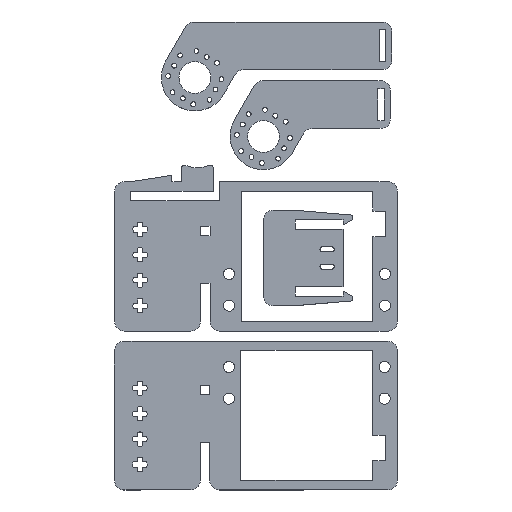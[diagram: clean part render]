
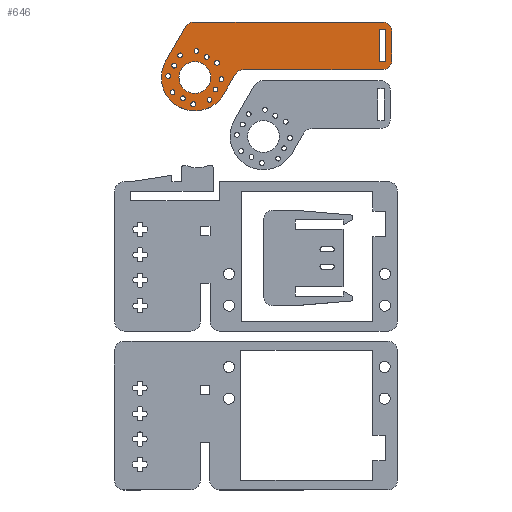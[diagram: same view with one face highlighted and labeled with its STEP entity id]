
A CAD part, top view. The second image highlights one B-rep face of the part: STEP entity #646.
In plain terms, the highlighted planar face has unit normal (0, 0, 1).
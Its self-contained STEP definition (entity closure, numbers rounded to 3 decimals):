
#646=ADVANCED_FACE('',(#949,#950,#951,#952,#953,#954,#955,#956,#957,#958,
#959,#960,#961,#962,#963),#850,.T.);
#850=PLANE('',#5678);
#949=FACE_BOUND('',#1298,.T.);
#950=FACE_BOUND('',#1299,.T.);
#951=FACE_BOUND('',#1300,.T.);
#952=FACE_BOUND('',#1301,.T.);
#953=FACE_BOUND('',#1302,.T.);
#954=FACE_BOUND('',#1303,.T.);
#955=FACE_BOUND('',#1304,.T.);
#956=FACE_BOUND('',#1305,.T.);
#957=FACE_BOUND('',#1306,.T.);
#958=FACE_BOUND('',#1307,.T.);
#959=FACE_BOUND('',#1308,.T.);
#960=FACE_BOUND('',#1309,.T.);
#961=FACE_BOUND('',#1310,.T.);
#962=FACE_BOUND('',#1311,.T.);
#963=FACE_BOUND('',#1312,.T.);
#1298=EDGE_LOOP('',(#2694));
#1299=EDGE_LOOP('',(#2695));
#1300=EDGE_LOOP('',(#2696));
#1301=EDGE_LOOP('',(#2697));
#1302=EDGE_LOOP('',(#2698));
#1303=EDGE_LOOP('',(#2699));
#1304=EDGE_LOOP('',(#2700));
#1305=EDGE_LOOP('',(#2701));
#1306=EDGE_LOOP('',(#2702));
#1307=EDGE_LOOP('',(#2703));
#1308=EDGE_LOOP('',(#2704));
#1309=EDGE_LOOP('',(#2705));
#1310=EDGE_LOOP('',(#2706,#2707,#2708,#2709,#2710,#2711,#2712,#2713,#2714,
#2715));
#1311=EDGE_LOOP('',(#2716));
#1312=EDGE_LOOP('',(#2717,#2718,#2719,#2720));
#1571=CIRCLE('',#5651,10.5);
#1572=CIRCLE('',#5657,5.);
#1574=CIRCLE('',#5662,0.75);
#1575=CIRCLE('',#5663,0.75);
#1576=CIRCLE('',#5664,0.75);
#1577=CIRCLE('',#5665,0.75);
#1578=CIRCLE('',#5666,0.75);
#1579=CIRCLE('',#5667,0.75);
#1580=CIRCLE('',#5668,0.75);
#1581=CIRCLE('',#5669,0.75);
#1582=CIRCLE('',#5670,0.75);
#1583=CIRCLE('',#5671,0.75);
#1584=CIRCLE('',#5672,0.75);
#1585=CIRCLE('',#5673,0.75);
#1586=CIRCLE('',#5674,3.);
#1587=CIRCLE('',#5675,3.);
#1588=CIRCLE('',#5676,3.);
#1589=CIRCLE('',#5677,3.);
#2694=ORIENTED_EDGE('',*,*,#4129,.T.);
#2695=ORIENTED_EDGE('',*,*,#4130,.T.);
#2696=ORIENTED_EDGE('',*,*,#4131,.T.);
#2697=ORIENTED_EDGE('',*,*,#4132,.T.);
#2698=ORIENTED_EDGE('',*,*,#4133,.T.);
#2699=ORIENTED_EDGE('',*,*,#4134,.T.);
#2700=ORIENTED_EDGE('',*,*,#4135,.T.);
#2701=ORIENTED_EDGE('',*,*,#4136,.T.);
#2702=ORIENTED_EDGE('',*,*,#4137,.T.);
#2703=ORIENTED_EDGE('',*,*,#4138,.T.);
#2704=ORIENTED_EDGE('',*,*,#4139,.T.);
#2705=ORIENTED_EDGE('',*,*,#4140,.T.);
#2706=ORIENTED_EDGE('',*,*,#4120,.T.);
#2707=ORIENTED_EDGE('',*,*,#4141,.T.);
#2708=ORIENTED_EDGE('',*,*,#4124,.T.);
#2709=ORIENTED_EDGE('',*,*,#4105,.T.);
#2710=ORIENTED_EDGE('',*,*,#4109,.T.);
#2711=ORIENTED_EDGE('',*,*,#4142,.T.);
#2712=ORIENTED_EDGE('',*,*,#4112,.T.);
#2713=ORIENTED_EDGE('',*,*,#4143,.T.);
#2714=ORIENTED_EDGE('',*,*,#4116,.T.);
#2715=ORIENTED_EDGE('',*,*,#4144,.T.);
#2716=ORIENTED_EDGE('',*,*,#4122,.T.);
#2717=ORIENTED_EDGE('',*,*,#4095,.F.);
#2718=ORIENTED_EDGE('',*,*,#4099,.F.);
#2719=ORIENTED_EDGE('',*,*,#4102,.F.);
#2720=ORIENTED_EDGE('',*,*,#4128,.F.);
#3432=VERTEX_POINT('',#8286);
#3433=VERTEX_POINT('',#8288);
#3435=VERTEX_POINT('',#8294);
#3437=VERTEX_POINT('',#8300);
#3440=VERTEX_POINT('',#8307);
#3441=VERTEX_POINT('',#8309);
#3443=VERTEX_POINT('',#8315);
#3446=VERTEX_POINT('',#8322);
#3447=VERTEX_POINT('',#8324);
#3450=VERTEX_POINT('',#8331);
#3451=VERTEX_POINT('',#8333);
#3454=VERTEX_POINT('',#8340);
#3455=VERTEX_POINT('',#8342);
#3456=VERTEX_POINT('',#8346);
#3458=VERTEX_POINT('',#8351);
#3460=VERTEX_POINT('',#8360);
#3461=VERTEX_POINT('',#8362);
#3462=VERTEX_POINT('',#8364);
#3463=VERTEX_POINT('',#8366);
#3464=VERTEX_POINT('',#8368);
#3465=VERTEX_POINT('',#8370);
#3466=VERTEX_POINT('',#8372);
#3467=VERTEX_POINT('',#8374);
#3468=VERTEX_POINT('',#8376);
#3469=VERTEX_POINT('',#8378);
#3470=VERTEX_POINT('',#8380);
#3471=VERTEX_POINT('',#8382);
#4095=EDGE_CURVE('',#3432,#3433,#4704,.T.);
#4099=EDGE_CURVE('',#3435,#3432,#4708,.T.);
#4102=EDGE_CURVE('',#3437,#3435,#4711,.T.);
#4105=EDGE_CURVE('',#3441,#3440,#1571,.T.);
#4109=EDGE_CURVE('',#3440,#3443,#4716,.T.);
#4112=EDGE_CURVE('',#3447,#3446,#4719,.T.);
#4116=EDGE_CURVE('',#3451,#3450,#4723,.T.);
#4120=EDGE_CURVE('',#3455,#3454,#4727,.T.);
#4122=EDGE_CURVE('',#3456,#3456,#1572,.T.);
#4124=EDGE_CURVE('',#3458,#3441,#4729,.T.);
#4128=EDGE_CURVE('',#3433,#3437,#4733,.T.);
#4129=EDGE_CURVE('',#3460,#3460,#1574,.T.);
#4130=EDGE_CURVE('',#3461,#3461,#1575,.T.);
#4131=EDGE_CURVE('',#3462,#3462,#1576,.T.);
#4132=EDGE_CURVE('',#3463,#3463,#1577,.T.);
#4133=EDGE_CURVE('',#3464,#3464,#1578,.T.);
#4134=EDGE_CURVE('',#3465,#3465,#1579,.T.);
#4135=EDGE_CURVE('',#3466,#3466,#1580,.T.);
#4136=EDGE_CURVE('',#3467,#3467,#1581,.T.);
#4137=EDGE_CURVE('',#3468,#3468,#1582,.T.);
#4138=EDGE_CURVE('',#3469,#3469,#1583,.T.);
#4139=EDGE_CURVE('',#3470,#3470,#1584,.T.);
#4140=EDGE_CURVE('',#3471,#3471,#1585,.T.);
#4141=EDGE_CURVE('',#3454,#3458,#1586,.T.);
#4142=EDGE_CURVE('',#3443,#3447,#1587,.T.);
#4143=EDGE_CURVE('',#3446,#3451,#1588,.T.);
#4144=EDGE_CURVE('',#3450,#3455,#1589,.T.);
#4704=LINE('',#8287,#5229);
#4708=LINE('',#8295,#5233);
#4711=LINE('',#8301,#5236);
#4716=LINE('',#8316,#5241);
#4719=LINE('',#8323,#5244);
#4723=LINE('',#8332,#5248);
#4727=LINE('',#8341,#5252);
#4729=LINE('',#8350,#5254);
#4733=LINE('',#8357,#5258);
#5229=VECTOR('',#6783,1.);
#5233=VECTOR('',#6789,1.);
#5236=VECTOR('',#6794,1.);
#5241=VECTOR('',#6807,1.);
#5244=VECTOR('',#6812,1.);
#5248=VECTOR('',#6818,1.);
#5252=VECTOR('',#6824,1.);
#5254=VECTOR('',#6834,1.);
#5258=VECTOR('',#6840,1.);
#5651=AXIS2_PLACEMENT_3D('',#8308,#6800,#6801);
#5657=AXIS2_PLACEMENT_3D('',#8345,#6828,#6829);
#5662=AXIS2_PLACEMENT_3D('',#8359,#6843,#6844);
#5663=AXIS2_PLACEMENT_3D('',#8361,#6845,#6846);
#5664=AXIS2_PLACEMENT_3D('',#8363,#6847,#6848);
#5665=AXIS2_PLACEMENT_3D('',#8365,#6849,#6850);
#5666=AXIS2_PLACEMENT_3D('',#8367,#6851,#6852);
#5667=AXIS2_PLACEMENT_3D('',#8369,#6853,#6854);
#5668=AXIS2_PLACEMENT_3D('',#8371,#6855,#6856);
#5669=AXIS2_PLACEMENT_3D('',#8373,#6857,#6858);
#5670=AXIS2_PLACEMENT_3D('',#8375,#6859,#6860);
#5671=AXIS2_PLACEMENT_3D('',#8377,#6861,#6862);
#5672=AXIS2_PLACEMENT_3D('',#8379,#6863,#6864);
#5673=AXIS2_PLACEMENT_3D('',#8381,#6865,#6866);
#5674=AXIS2_PLACEMENT_3D('',#8383,#6867,#6868);
#5675=AXIS2_PLACEMENT_3D('',#8384,#6869,#6870);
#5676=AXIS2_PLACEMENT_3D('',#8385,#6871,#6872);
#5677=AXIS2_PLACEMENT_3D('',#8386,#6873,#6874);
#5678=AXIS2_PLACEMENT_3D('',#8387,#6875,#6876);
#6783=DIRECTION('',(1.,0.,0.));
#6789=DIRECTION('',(0.,-1.,0.));
#6794=DIRECTION('',(-1.,0.,0.));
#6800=DIRECTION('',(0.,0.,1.));
#6801=DIRECTION('',(1.,0.,0.));
#6807=DIRECTION('',(0.5,0.866,0.));
#6812=DIRECTION('',(1.,0.,0.));
#6818=DIRECTION('',(0.,1.,0.));
#6824=DIRECTION('',(-1.,0.,0.));
#6828=DIRECTION('',(0.,0.,-1.));
#6829=DIRECTION('',(1.,0.,0.));
#6834=DIRECTION('',(-0.5,-0.866,0.));
#6840=DIRECTION('',(0.,1.,0.));
#6843=DIRECTION('',(0.,0.,-1.));
#6844=DIRECTION('',(0.,-1.,0.));
#6845=DIRECTION('',(0.,0.,-1.));
#6846=DIRECTION('',(0.,-1.,0.));
#6847=DIRECTION('',(0.,0.,-1.));
#6848=DIRECTION('',(0.,-1.,0.));
#6849=DIRECTION('',(0.,0.,-1.));
#6850=DIRECTION('',(-1.,0.,0.));
#6851=DIRECTION('',(0.,0.,-1.));
#6852=DIRECTION('',(-1.,0.,0.));
#6853=DIRECTION('',(0.,0.,-1.));
#6854=DIRECTION('',(-1.,0.,0.));
#6855=DIRECTION('',(0.,0.,-1.));
#6856=DIRECTION('',(0.,1.,0.));
#6857=DIRECTION('',(0.,0.,-1.));
#6858=DIRECTION('',(0.,1.,0.));
#6859=DIRECTION('',(0.,0.,-1.));
#6860=DIRECTION('',(0.,1.,0.));
#6861=DIRECTION('',(0.,0.,-1.));
#6862=DIRECTION('',(1.,0.,0.));
#6863=DIRECTION('',(0.,0.,-1.));
#6864=DIRECTION('',(1.,0.,0.));
#6865=DIRECTION('',(0.,0.,-1.));
#6866=DIRECTION('',(1.,0.,0.));
#6867=DIRECTION('',(0.,0.,1.));
#6868=DIRECTION('',(1.,0.,0.));
#6869=DIRECTION('',(0.,0.,-1.));
#6870=DIRECTION('',(1.,0.,0.));
#6871=DIRECTION('',(0.,0.,1.));
#6872=DIRECTION('',(1.,0.,0.));
#6873=DIRECTION('',(0.,0.,1.));
#6874=DIRECTION('',(1.,0.,0.));
#6875=DIRECTION('',(0.,0.,1.));
#6876=DIRECTION('',(1.,0.,0.));
#8286=CARTESIAN_POINT('',(58.,5.,1.5));
#8287=CARTESIAN_POINT('',(58.,5.,1.5));
#8288=CARTESIAN_POINT('',(60.,5.,1.5));
#8294=CARTESIAN_POINT('',(58.,15.,1.5));
#8295=CARTESIAN_POINT('',(58.,15.,1.5));
#8300=CARTESIAN_POINT('',(60.,15.,1.5));
#8301=CARTESIAN_POINT('',(60.,15.,1.5));
#8307=CARTESIAN_POINT('',(9.093,-5.25,1.5));
#8308=CARTESIAN_POINT('',(0.,0.,1.5));
#8309=CARTESIAN_POINT('',(-9.093,5.25,1.5));
#8315=CARTESIAN_POINT('',(12.702,1.,1.5));
#8316=CARTESIAN_POINT('',(9.093,-5.25,1.5));
#8322=CARTESIAN_POINT('',(59.,2.5,1.5));
#8323=CARTESIAN_POINT('',(13.568,2.5,1.5));
#8324=CARTESIAN_POINT('',(15.3,2.5,1.5));
#8331=CARTESIAN_POINT('',(62.,14.5,1.5));
#8332=CARTESIAN_POINT('',(62.,2.5,1.5));
#8333=CARTESIAN_POINT('',(62.,5.5,1.5));
#8340=CARTESIAN_POINT('',(-0.289,17.5,1.5));
#8341=CARTESIAN_POINT('',(62.,17.5,1.5));
#8342=CARTESIAN_POINT('',(59.,17.5,1.5));
#8345=CARTESIAN_POINT('',(0.,0.,1.5));
#8346=CARTESIAN_POINT('',(5.,0.,1.5));
#8350=CARTESIAN_POINT('',(-2.021,17.5,1.5));
#8351=CARTESIAN_POINT('',(-2.887,16.,1.5));
#8357=CARTESIAN_POINT('',(60.,5.,1.5));
#8359=CARTESIAN_POINT('',(6.998,4.62,1.5));
#8360=CARTESIAN_POINT('',(6.998,3.87,1.5));
#8361=CARTESIAN_POINT('',(3.75,6.495,1.5));
#8362=CARTESIAN_POINT('',(3.75,5.745,1.5));
#8363=CARTESIAN_POINT('',(0.502,8.37,1.5));
#8364=CARTESIAN_POINT('',(0.502,7.62,1.5));
#8365=CARTESIAN_POINT('',(4.62,-6.998,1.5));
#8366=CARTESIAN_POINT('',(3.87,-6.998,1.5));
#8367=CARTESIAN_POINT('',(6.495,-3.75,1.5));
#8368=CARTESIAN_POINT('',(5.745,-3.75,1.5));
#8369=CARTESIAN_POINT('',(8.37,-0.502,1.5));
#8370=CARTESIAN_POINT('',(7.62,-0.502,1.5));
#8371=CARTESIAN_POINT('',(-6.998,-4.62,1.5));
#8372=CARTESIAN_POINT('',(-6.998,-3.87,1.5));
#8373=CARTESIAN_POINT('',(-3.75,-6.495,1.5));
#8374=CARTESIAN_POINT('',(-3.75,-5.745,1.5));
#8375=CARTESIAN_POINT('',(-0.502,-8.37,1.5));
#8376=CARTESIAN_POINT('',(-0.502,-7.62,1.5));
#8377=CARTESIAN_POINT('',(-4.62,6.998,1.5));
#8378=CARTESIAN_POINT('',(-3.87,6.998,1.5));
#8379=CARTESIAN_POINT('',(-6.495,3.75,1.5));
#8380=CARTESIAN_POINT('',(-5.745,3.75,1.5));
#8381=CARTESIAN_POINT('',(-8.37,0.502,1.5));
#8382=CARTESIAN_POINT('',(-7.62,0.502,1.5));
#8383=CARTESIAN_POINT('',(-0.289,14.5,1.5));
#8384=CARTESIAN_POINT('',(15.3,-0.5,1.5));
#8385=CARTESIAN_POINT('',(59.,5.5,1.5));
#8386=CARTESIAN_POINT('',(59.,14.5,1.5));
#8387=CARTESIAN_POINT('',(0.,0.,1.5));
